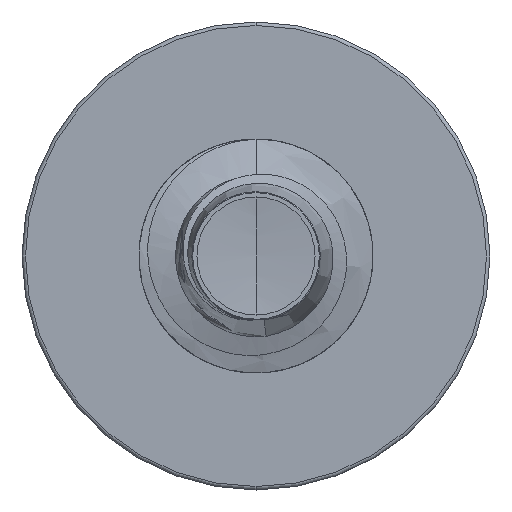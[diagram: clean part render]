
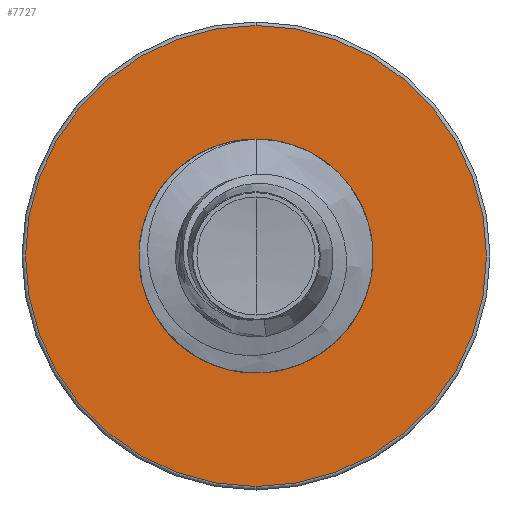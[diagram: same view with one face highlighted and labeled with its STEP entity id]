
A CAD part, front view. The second image highlights one B-rep face of the part: STEP entity #7727.
In plain terms, the highlighted planar face has unit normal (0, -1, 0).
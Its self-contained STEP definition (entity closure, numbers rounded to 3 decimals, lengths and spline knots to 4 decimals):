
#360 = DIRECTION ( 'NONE',  ( 0., 0., 1. ) ) ;
#532 = EDGE_CURVE ( 'NONE', #22298, #14382, #5096, .T. ) ;
#2416 = AXIS2_PLACEMENT_3D ( 'NONE', #24131, #21897, #13908 ) ;
#3939 = EDGE_CURVE ( 'NONE', #17757, #25158, #10894, .T. ) ;
#5096 = CIRCLE ( 'NONE', #2416, 1.7224 ) ;
#6685 = CARTESIAN_POINT ( 'NONE',  ( 0., 20., -1.7224 ) ) ;
#7039 = CARTESIAN_POINT ( 'NONE',  ( 0., 20., 3.4475 ) ) ;
#7415 = ORIENTED_EDGE ( 'NONE', *, *, #23749, .T. ) ;
#7727 = ADVANCED_FACE ( 'NONE', ( #25591, #24625 ), #25546, .F. ) ;
#8805 = CARTESIAN_POINT ( 'NONE',  ( 0., 20., 0. ) ) ;
#8828 = CIRCLE ( 'NONE', #11068, 1.7224 ) ;
#10000 = ORIENTED_EDGE ( 'NONE', *, *, #23774, .F. ) ;
#10894 = CIRCLE ( 'NONE', #16207, 3.4475 ) ;
#11068 = AXIS2_PLACEMENT_3D ( 'NONE', #26322, #15854, #360 ) ;
#11397 = DIRECTION ( 'NONE',  ( 0., 0., 1. ) ) ;
#12601 = CARTESIAN_POINT ( 'NONE',  ( 0., 20., 1.7224 ) ) ;
#12706 = AXIS2_PLACEMENT_3D ( 'NONE', #8805, #23547, #11397 ) ;
#13908 = DIRECTION ( 'NONE',  ( 0., 0., 1. ) ) ;
#13990 = ORIENTED_EDGE ( 'NONE', *, *, #532, .T. ) ;
#14382 = VERTEX_POINT ( 'NONE', #12601 ) ;
#14622 = CIRCLE ( 'NONE', #12706, 3.4475 ) ;
#14987 = AXIS2_PLACEMENT_3D ( 'NONE', #25567, #25893, #25521 ) ;
#15854 = DIRECTION ( 'NONE',  ( 0., 1., 0. ) ) ;
#15887 = CARTESIAN_POINT ( 'NONE',  ( 0., 20., -3.4475 ) ) ;
#16207 = AXIS2_PLACEMENT_3D ( 'NONE', #16967, #17260, #17266 ) ;
#16867 = EDGE_LOOP ( 'NONE', ( #7415, #13990 ) ) ;
#16967 = CARTESIAN_POINT ( 'NONE',  ( 0., 20., 0. ) ) ;
#17260 = DIRECTION ( 'NONE',  ( 0., 1., 0. ) ) ;
#17266 = DIRECTION ( 'NONE',  ( 0., 0., 1. ) ) ;
#17757 = VERTEX_POINT ( 'NONE', #7039 ) ;
#18362 = EDGE_LOOP ( 'NONE', ( #18941, #10000 ) ) ;
#18941 = ORIENTED_EDGE ( 'NONE', *, *, #3939, .F. ) ;
#21897 = DIRECTION ( 'NONE',  ( 0., 1., 0. ) ) ;
#22298 = VERTEX_POINT ( 'NONE', #6685 ) ;
#23547 = DIRECTION ( 'NONE',  ( 0., 1., 0. ) ) ;
#23749 = EDGE_CURVE ( 'NONE', #14382, #22298, #8828, .T. ) ;
#23774 = EDGE_CURVE ( 'NONE', #25158, #17757, #14622, .T. ) ;
#24131 = CARTESIAN_POINT ( 'NONE',  ( 0., 20., 0. ) ) ;
#24625 = FACE_BOUND ( 'NONE', #16867, .T. ) ;
#25158 = VERTEX_POINT ( 'NONE', #15887 ) ;
#25521 = DIRECTION ( 'NONE',  ( 0., 0., 1. ) ) ;
#25546 = PLANE ( 'NONE',  #14987 ) ;
#25567 = CARTESIAN_POINT ( 'NONE',  ( 0., 20., -1.7224 ) ) ;
#25591 = FACE_OUTER_BOUND ( 'NONE', #18362, .T. ) ;
#25893 = DIRECTION ( 'NONE',  ( 0., 1., 0. ) ) ;
#26322 = CARTESIAN_POINT ( 'NONE',  ( 0., 20., 0. ) ) ;
